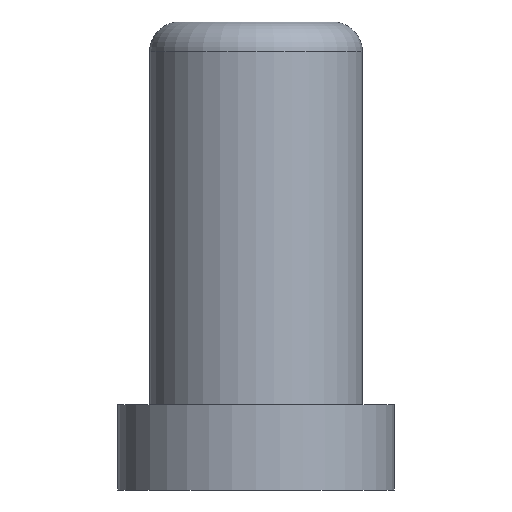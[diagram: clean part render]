
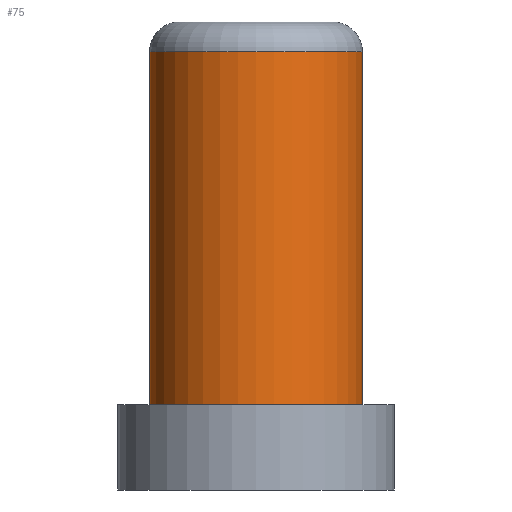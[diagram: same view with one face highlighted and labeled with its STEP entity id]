
A CAD part, front view. The second image highlights one B-rep face of the part: STEP entity #75.
In plain terms, the highlighted cylindrical face has radius 2.5 mm (diameter 5 mm), a full revolution.
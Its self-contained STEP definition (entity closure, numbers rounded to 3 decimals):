
#19=LINE('',#143,#21);
#21=VECTOR('',#118,2.5);
#23=CYLINDRICAL_SURFACE('',#98,2.5);
#26=FACE_OUTER_BOUND('',#32,.T.);
#32=EDGE_LOOP('',(#61,#62,#63,#64));
#40=CIRCLE('',#97,2.5);
#41=CIRCLE('',#99,2.5);
#45=VERTEX_POINT('',#138);
#46=VERTEX_POINT('',#142);
#51=EDGE_CURVE('',#45,#45,#40,.T.);
#52=EDGE_CURVE('',#45,#46,#19,.T.);
#53=EDGE_CURVE('',#46,#46,#41,.T.);
#61=ORIENTED_EDGE('',*,*,#51,.F.);
#62=ORIENTED_EDGE('',*,*,#52,.T.);
#63=ORIENTED_EDGE('',*,*,#53,.F.);
#64=ORIENTED_EDGE('',*,*,#52,.F.);
#75=ADVANCED_FACE('',(#26),#23,.T.);
#97=AXIS2_PLACEMENT_3D('',#140,#114,#115);
#98=AXIS2_PLACEMENT_3D('',#141,#116,#117);
#99=AXIS2_PLACEMENT_3D('',#144,#119,#120);
#114=DIRECTION('center_axis',(0.,0.,1.));
#115=DIRECTION('ref_axis',(1.,0.,0.));
#116=DIRECTION('center_axis',(0.,0.,1.));
#117=DIRECTION('ref_axis',(1.,0.,0.));
#118=DIRECTION('',(0.,0.,-1.));
#119=DIRECTION('center_axis',(0.,0.,-1.));
#120=DIRECTION('ref_axis',(1.,0.,0.));
#138=CARTESIAN_POINT('',(-2.5,0.,10.3));
#140=CARTESIAN_POINT('Origin',(0.,0.,10.3));
#141=CARTESIAN_POINT('Origin',(0.,0.,0.));
#142=CARTESIAN_POINT('',(-2.5,0.,2.));
#143=CARTESIAN_POINT('',(-2.5,0.,0.));
#144=CARTESIAN_POINT('Origin',(0.,0.,2.));
